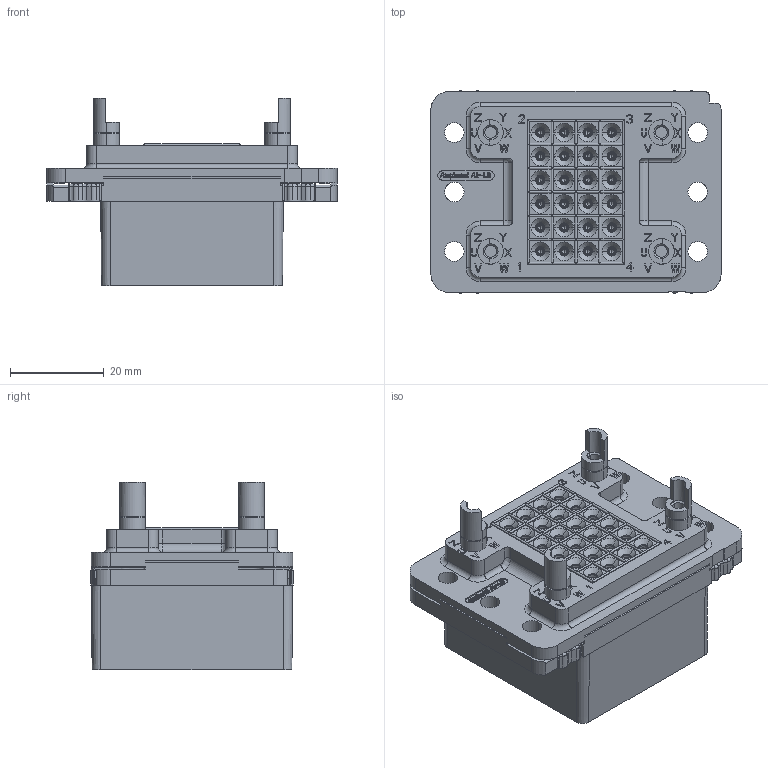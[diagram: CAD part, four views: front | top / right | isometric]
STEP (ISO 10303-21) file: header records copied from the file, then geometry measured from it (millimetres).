
FILE_DESCRIPTION((''),'2;1');
FILE_NAME('34168011005SRF','2020-02-19T',('presta_be4'),(''),'CREO PARAMETRIC BY PTC INC, 2018360','CREO PARAMETRIC BY PTC INC, 2018360','');
FILE_SCHEMA(('CONFIG_CONTROL_DESIGN'));
Products named in the file (1): 34168011005SRF
Bounding box: 62 x 43.28 x 40.15 mm (x, y, z)
Volume: 39105.2 mm3; surface area: 44091.8 mm2
Topology: 29 solids, 32 shells, 5347 faces, 14690 edges, 9521 vertices
Faces by surface type: plane 3514, cylinder 852, cone 468, extrusion 304, torus 194, bspline 11, sphere 4
Entity records: 179621 total; most frequent: CARTESIAN_POINT 44593, ORIENTED_EDGE 29284, DIRECTION 26197, EDGE_CURVE 14642, VECTOR 10253, LINE 9949, VERTEX_POINT 9521, AXIS2_PLACEMENT_3D 7972
